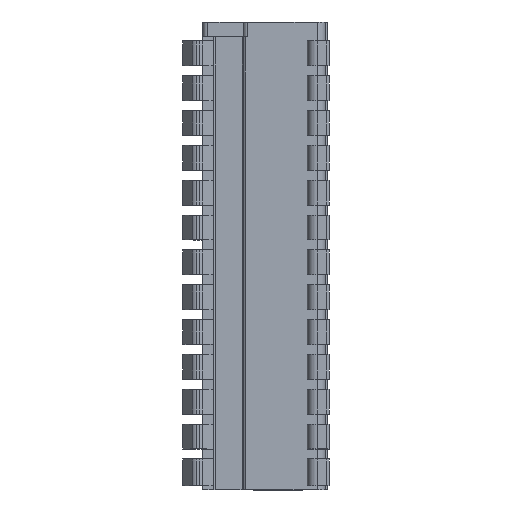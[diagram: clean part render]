
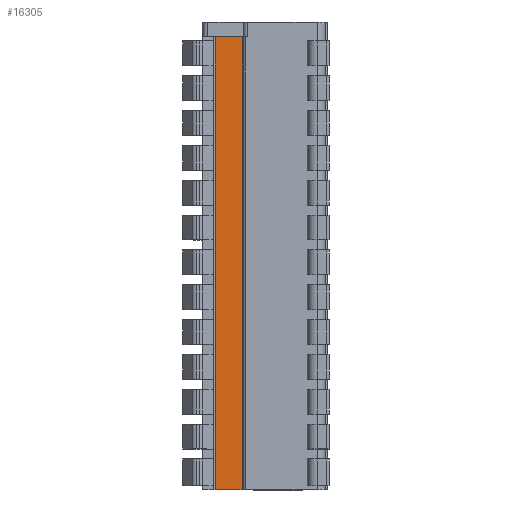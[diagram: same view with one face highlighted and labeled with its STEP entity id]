
A CAD part, top view. The second image highlights one B-rep face of the part: STEP entity #16305.
In plain terms, the highlighted planar face has unit normal (0, 0, 1).
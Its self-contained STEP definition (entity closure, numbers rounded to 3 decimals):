
#36=DIRECTION('',(1.,0.,0.));
#37=VECTOR('',#36,2.7);
#38=CARTESIAN_POINT('',(-4.12,0.,2.73));
#39=LINE('',#38,#37);
#1700=DIRECTION('',(1.,0.,0.));
#1701=VECTOR('',#1700,2.7);
#1702=CARTESIAN_POINT('',(-4.12,-45.5,2.73));
#1703=LINE('',#1702,#1701);
#5534=DIRECTION('',(0.,-1.,0.));
#5535=VECTOR('',#5534,45.5);
#5536=CARTESIAN_POINT('',(-4.12,0.,2.73));
#5537=LINE('',#5536,#5535);
#5538=DIRECTION('',(0.,-1.,0.));
#5539=VECTOR('',#5538,45.5);
#5540=CARTESIAN_POINT('',(-1.42,0.,2.73));
#5541=LINE('',#5540,#5539);
#7316=CARTESIAN_POINT('',(-4.12,0.,2.73));
#7317=VERTEX_POINT('',#7316);
#7318=CARTESIAN_POINT('',(-1.42,0.,2.73));
#7319=VERTEX_POINT('',#7318);
#7354=CARTESIAN_POINT('',(-4.12,-45.5,2.73));
#7355=VERTEX_POINT('',#7354);
#7356=CARTESIAN_POINT('',(-1.42,-45.5,2.73));
#7357=VERTEX_POINT('',#7356);
#16293=CARTESIAN_POINT('',(-4.12,0.,2.73));
#16294=DIRECTION('',(0.,0.,1.));
#16295=DIRECTION('',(1.,0.,0.));
#16296=AXIS2_PLACEMENT_3D('',#16293,#16294,#16295);
#16297=PLANE('',#16296);
#16298=ORIENTED_EDGE('',*,*,#9502,.T.);
#16300=ORIENTED_EDGE('',*,*,#16299,.T.);
#16301=ORIENTED_EDGE('',*,*,#10834,.F.);
#16302=ORIENTED_EDGE('',*,*,#16286,.F.);
#16303=EDGE_LOOP('',(#16298,#16300,#16301,#16302));
#16304=FACE_OUTER_BOUND('',#16303,.F.);
#16305=ADVANCED_FACE('',(#16304),#16297,.T.);
#9502=EDGE_CURVE('',#7317,#7319,#39,.T.);
#10834=EDGE_CURVE('',#7355,#7357,#1703,.T.);
#16286=EDGE_CURVE('',#7317,#7355,#5537,.T.);
#16299=EDGE_CURVE('',#7319,#7357,#5541,.T.);
